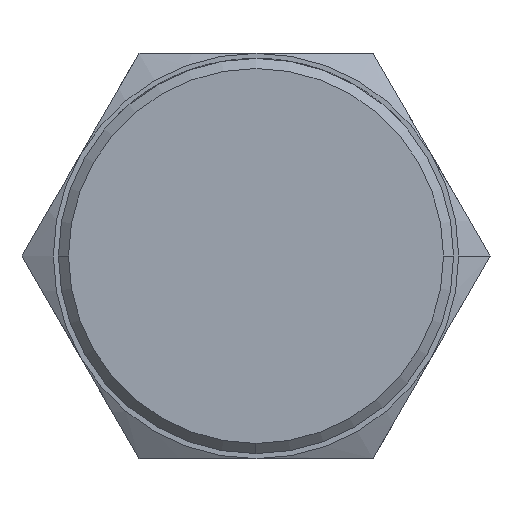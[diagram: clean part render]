
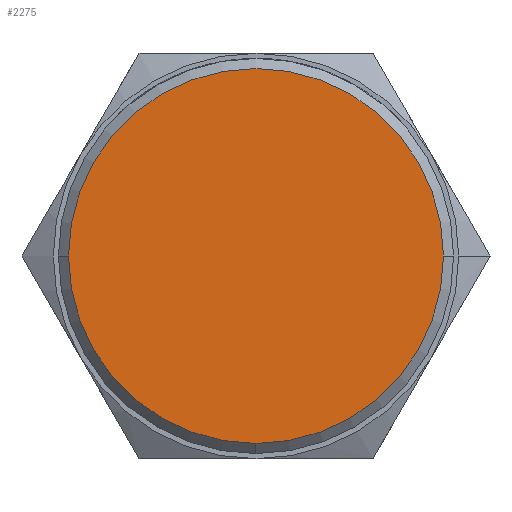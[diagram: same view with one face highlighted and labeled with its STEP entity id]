
A CAD part, left-side view. The second image highlights one B-rep face of the part: STEP entity #2275.
In plain terms, the highlighted planar face has unit normal (-1, 0, 0).
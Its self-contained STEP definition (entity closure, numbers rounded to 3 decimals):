
#111 = FACE_OUTER_BOUND ( 'NONE', #556, .T. ) ;
#169 = ORIENTED_EDGE ( 'NONE', *, *, #5530, .T. ) ;
#232 = AXIS2_PLACEMENT_3D ( 'NONE', #2958, #575, #3488 ) ;
#556 = EDGE_LOOP ( 'NONE', ( #1136, #169, #4432 ) ) ;
#575 = DIRECTION ( 'NONE',  ( -1., 0., 0. ) ) ;
#831 = DIRECTION ( 'NONE',  ( 0., -1., 0. ) ) ;
#954 = AXIS2_PLACEMENT_3D ( 'NONE', #3934, #5903, #831 ) ;
#1136 = ORIENTED_EDGE ( 'NONE', *, *, #3274, .T. ) ;
#1353 = CARTESIAN_POINT ( 'NONE',  ( 0., 0., -3.7 ) ) ;
#1438 = DIRECTION ( 'NONE',  ( -1., 0., 0. ) ) ;
#1616 = AXIS2_PLACEMENT_3D ( 'NONE', #3954, #1438, #3431 ) ;
#1947 = VERTEX_POINT ( 'NONE', #2636 ) ;
#2097 = PLANE ( 'NONE',  #5842 ) ;
#2275 = ADVANCED_FACE ( 'NONE', ( #111 ), #2097, .T. ) ;
#2367 = VERTEX_POINT ( 'NONE', #1353 ) ;
#2537 = CARTESIAN_POINT ( 'NONE',  ( 0., 3.7, 0. ) ) ;
#2636 = CARTESIAN_POINT ( 'NONE',  ( 0., -3.7, 0. ) ) ;
#2761 = CIRCLE ( 'NONE', #1616, 3.7 ) ;
#2958 = CARTESIAN_POINT ( 'NONE',  ( 0., 0., 0. ) ) ;
#3045 = CIRCLE ( 'NONE', #232, 3.7 ) ;
#3274 = EDGE_CURVE ( 'NONE', #1947, #4873, #5729, .T. ) ;
#3431 = DIRECTION ( 'NONE',  ( 0., 1., 0. ) ) ;
#3488 = DIRECTION ( 'NONE',  ( 0., 1., 0. ) ) ;
#3934 = CARTESIAN_POINT ( 'NONE',  ( 0., 0., 0. ) ) ;
#3954 = CARTESIAN_POINT ( 'NONE',  ( 0., 0., 0. ) ) ;
#4100 = DIRECTION ( 'NONE',  ( -1., 0., 0. ) ) ;
#4432 = ORIENTED_EDGE ( 'NONE', *, *, #6331, .T. ) ;
#4873 = VERTEX_POINT ( 'NONE', #2537 ) ;
#5094 = DIRECTION ( 'NONE',  ( 0., 0., 1. ) ) ;
#5530 = EDGE_CURVE ( 'NONE', #4873, #2367, #3045, .T. ) ;
#5561 = CARTESIAN_POINT ( 'NONE',  ( 0., 0., 0. ) ) ;
#5729 = CIRCLE ( 'NONE', #954, 3.7 ) ;
#5842 = AXIS2_PLACEMENT_3D ( 'NONE', #5561, #4100, #5094 ) ;
#5903 = DIRECTION ( 'NONE',  ( -1., 0., 0. ) ) ;
#6331 = EDGE_CURVE ( 'NONE', #2367, #1947, #2761, .T. ) ;
